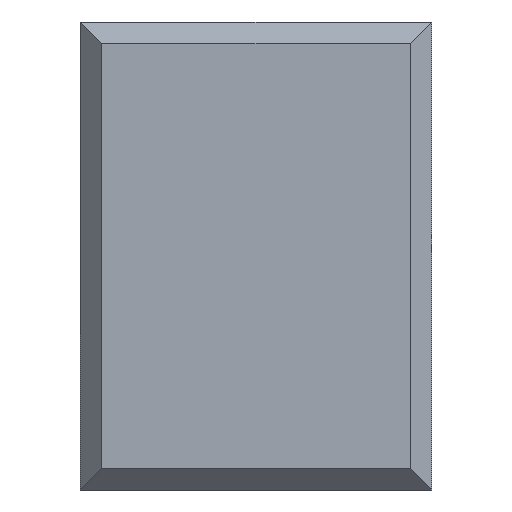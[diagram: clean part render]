
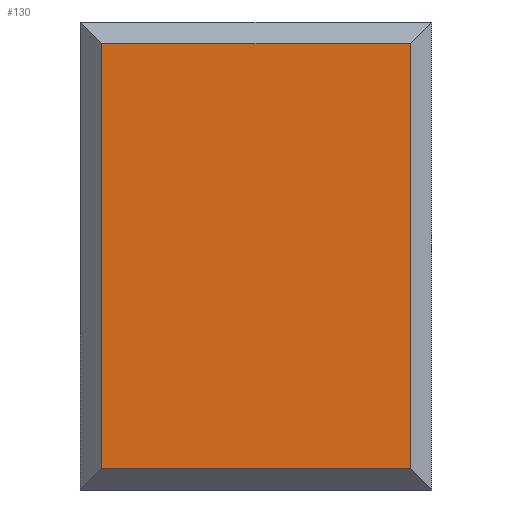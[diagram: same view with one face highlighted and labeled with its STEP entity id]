
A CAD part, front view. The second image highlights one B-rep face of the part: STEP entity #130.
In plain terms, the highlighted planar face has unit normal (0, -1, 0).
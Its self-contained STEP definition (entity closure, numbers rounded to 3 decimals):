
#25 = CARTESIAN_POINT ( 'NONE',  ( 0., 0., 32.9 ) ) ;
#100 = CARTESIAN_POINT ( 'NONE',  ( 0., 0., 0. ) ) ;
#130 = ADVANCED_FACE ( 'NONE', ( #745 ), #348, .F. ) ;
#190 = DIRECTION ( 'NONE',  ( 0., 0., 1. ) ) ;
#200 = ORIENTED_EDGE ( 'NONE', *, *, #801, .T. ) ;
#201 = VERTEX_POINT ( 'NONE', #832 ) ;
#212 = VERTEX_POINT ( 'NONE', #748 ) ;
#221 = CARTESIAN_POINT ( 'NONE',  ( 31., 0., 32.9 ) ) ;
#222 = CARTESIAN_POINT ( 'NONE',  ( 2., 0., -7.1 ) ) ;
#227 = VECTOR ( 'NONE', #300, 1000. ) ;
#245 = ORIENTED_EDGE ( 'NONE', *, *, #792, .T. ) ;
#265 = CARTESIAN_POINT ( 'NONE',  ( 2., 0., 0. ) ) ;
#300 = DIRECTION ( 'NONE',  ( 1., 0., 0. ) ) ;
#317 = VECTOR ( 'NONE', #190, 1000. ) ;
#329 = EDGE_LOOP ( 'NONE', ( #200, #1024, #245, #1037 ) ) ;
#334 = LINE ( 'NONE', #265, #448 ) ;
#348 = PLANE ( 'NONE',  #576 ) ;
#354 = DIRECTION ( 'NONE',  ( 0., 0., 1. ) ) ;
#386 = EDGE_CURVE ( 'NONE', #844, #201, #621, .T. ) ;
#423 = VERTEX_POINT ( 'NONE', #221 ) ;
#448 = VECTOR ( 'NONE', #659, 1000. ) ;
#457 = DIRECTION ( 'NONE',  ( -1., 0., 0. ) ) ;
#464 = CARTESIAN_POINT ( 'NONE',  ( 0., 0., -7.1 ) ) ;
#576 = AXIS2_PLACEMENT_3D ( 'NONE', #100, #1034, #354 ) ;
#621 = LINE ( 'NONE', #464, #227 ) ;
#659 = DIRECTION ( 'NONE',  ( 0., 0., -1. ) ) ;
#664 = CARTESIAN_POINT ( 'NONE',  ( 31., 0., 0. ) ) ;
#685 = VECTOR ( 'NONE', #457, 1000. ) ;
#722 = EDGE_CURVE ( 'NONE', #423, #212, #940, .T. ) ;
#745 = FACE_OUTER_BOUND ( 'NONE', #329, .T. ) ;
#748 = CARTESIAN_POINT ( 'NONE',  ( 2., 0., 32.9 ) ) ;
#792 = EDGE_CURVE ( 'NONE', #212, #844, #334, .T. ) ;
#801 = EDGE_CURVE ( 'NONE', #201, #423, #991, .T. ) ;
#832 = CARTESIAN_POINT ( 'NONE',  ( 31., 0., -7.1 ) ) ;
#844 = VERTEX_POINT ( 'NONE', #222 ) ;
#940 = LINE ( 'NONE', #25, #685 ) ;
#991 = LINE ( 'NONE', #664, #317 ) ;
#1024 = ORIENTED_EDGE ( 'NONE', *, *, #722, .T. ) ;
#1034 = DIRECTION ( 'NONE',  ( 0., 1., 0. ) ) ;
#1037 = ORIENTED_EDGE ( 'NONE', *, *, #386, .T. ) ;
